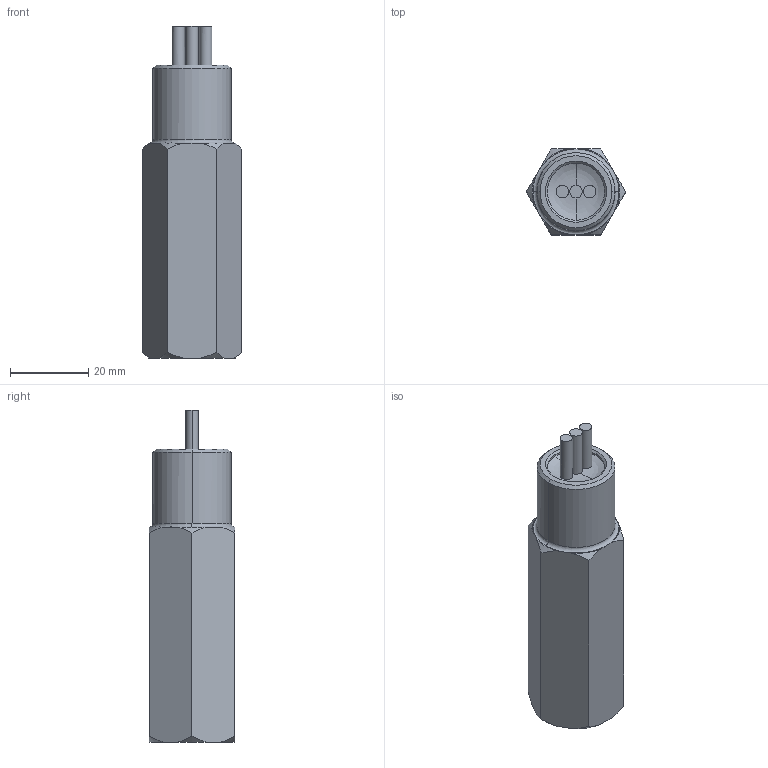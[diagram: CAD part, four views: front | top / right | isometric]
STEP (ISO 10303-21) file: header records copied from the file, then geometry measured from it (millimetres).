
FILE_DESCRIPTION((''),'2;1');
FILE_NAME('CAD-8888_SW0001','2023-11-23T10:16:13',('creinig-se'),(''),'CREO PARAMETRIC BY PTC INC, 2022284','CREO PARAMETRIC BY PTC INC, 2022284','');
FILE_SCHEMA(('CONFIG_CONTROL_DESIGN','SHAPE_APPEARANCE_LAYERS_GROUPS'));
Length unit declared in the file: millimetre
Products named in the file (1): CAD-8888_SW0001
Bounding box: 25.4 x 22 x 85 mm (x, y, z)
Volume: 29301.4 mm3; surface area: 6588.1 mm2
Topology: 1 solids, 1 shells, 47 faces, 128 edges, 86 vertices
Faces by surface type: plane 17, cone 16, cylinder 10, torus 2, revolution 2
Entity records: 2105 total; most frequent: CARTESIAN_POINT 450, ORIENTED_EDGE 256, DIRECTION 250, EDGE_CURVE 128, AXIS2_PLACEMENT_3D 105, VERTEX_POINT 86, CIRCLE 60, FILL_AREA_STYLE_COLOUR 56
